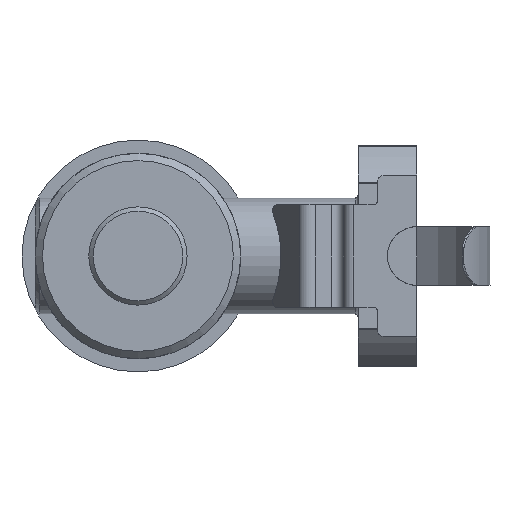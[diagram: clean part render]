
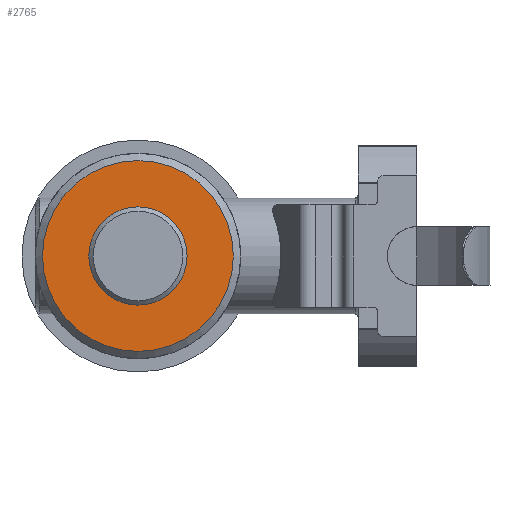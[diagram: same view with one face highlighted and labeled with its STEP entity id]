
A CAD part, front view. The second image highlights one B-rep face of the part: STEP entity #2765.
In plain terms, the highlighted planar face has unit normal (0, -1, 0).
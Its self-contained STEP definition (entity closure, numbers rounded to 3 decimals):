
#83=PLANE('',#3095);
#174=FACE_BOUND('',#356,.T.);
#195=FACE_OUTER_BOUND('',#355,.T.);
#355=EDGE_LOOP('',(#1948));
#356=EDGE_LOOP('',(#1949));
#1011=CIRCLE('',#3094,6.5);
#1012=CIRCLE('',#3096,3.35);
#1186=VERTEX_POINT('',#4663);
#1187=VERTEX_POINT('',#4667);
#1484=EDGE_CURVE('',#1186,#1186,#1011,.T.);
#1485=EDGE_CURVE('',#1187,#1187,#1012,.T.);
#1948=ORIENTED_EDGE('',*,*,#1484,.T.);
#1949=ORIENTED_EDGE('',*,*,#1485,.F.);
#2765=ADVANCED_FACE('',(#195,#174),#83,.F.);
#3094=AXIS2_PLACEMENT_3D('',#4665,#3481,#3482);
#3095=AXIS2_PLACEMENT_3D('',#4666,#3483,#3484);
#3096=AXIS2_PLACEMENT_3D('',#4668,#3485,#3486);
#3481=DIRECTION('center_axis',(0.,-1.,0.));
#3482=DIRECTION('ref_axis',(0.,0.,-1.));
#3483=DIRECTION('center_axis',(0.,1.,0.));
#3484=DIRECTION('ref_axis',(0.,0.,1.));
#3485=DIRECTION('center_axis',(0.,-1.,0.));
#3486=DIRECTION('ref_axis',(0.,0.,-1.));
#4663=CARTESIAN_POINT('',(0.,1.4,-6.5));
#4665=CARTESIAN_POINT('Origin',(0.,1.4,0.));
#4666=CARTESIAN_POINT('Origin',(6.5,1.4,0.));
#4667=CARTESIAN_POINT('',(0.,1.4,3.35));
#4668=CARTESIAN_POINT('Origin',(0.,1.4,0.));
